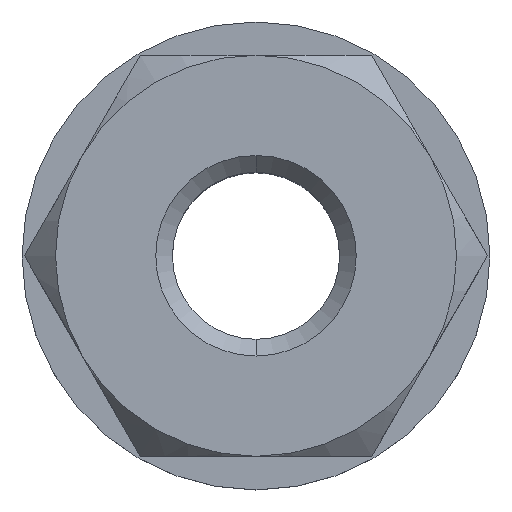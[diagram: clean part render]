
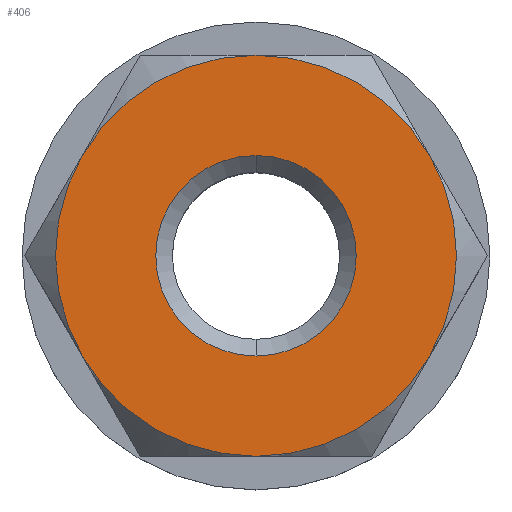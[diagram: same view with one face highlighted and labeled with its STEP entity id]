
A CAD part, top view. The second image highlights one B-rep face of the part: STEP entity #406.
In plain terms, the highlighted planar face has unit normal (0, 0, 1).
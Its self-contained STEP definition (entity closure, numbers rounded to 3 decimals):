
#196=VERTEX_POINT('',#553);
#268=VERTEX_POINT('',#639);
#298=EDGE_CURVE('',#514,#416,#671,.T.);
#304=EDGE_CURVE('',#338,#402,#677,.T.);
#338=VERTEX_POINT('',#714);
#340=EDGE_CURVE('',#402,#268,#716,.T.);
#402=VERTEX_POINT('',#785);
#406=ADVANCED_FACE('',(#789,#790),#791,.T.);
#414=EDGE_CURVE('',#268,#500,#799,.T.);
#416=VERTEX_POINT('',#801);
#438=EDGE_CURVE('',#484,#338,#824,.T.);
#480=EDGE_CURVE('',#196,#484,#872,.T.);
#484=VERTEX_POINT('',#876);
#488=EDGE_CURVE('',#416,#514,#880,.T.);
#500=VERTEX_POINT('',#893);
#514=VERTEX_POINT('',#910);
#516=EDGE_CURVE('',#500,#196,#912,.T.);
#553=CARTESIAN_POINT('',(0.,12.0,11.5));
#639=CARTESIAN_POINT('',(10.392,-6.0,11.5));
#671=CIRCLE('',#1107,6.0);
#677=CIRCLE('',#1116,12.0);
#714=CARTESIAN_POINT('',(-10.392,-6.0,11.5));
#716=CIRCLE('',#1180,12.0);
#785=CARTESIAN_POINT('',(0.,-12.0,11.5));
#789=FACE_BOUND('',#1301,.T.);
#790=FACE_OUTER_BOUND('',#1302,.T.);
#791=PLANE('',#1303);
#799=CIRCLE('',#1323,12.0);
#801=CARTESIAN_POINT('',(0.,6.0,11.5));
#824=CIRCLE('',#1366,12.0);
#872=CIRCLE('',#1444,12.0);
#876=CARTESIAN_POINT('',(-10.392,6.,11.5));
#880=CIRCLE('',#1464,6.0);
#893=CARTESIAN_POINT('',(10.392,6.0,11.5));
#910=CARTESIAN_POINT('',(0.,-6.0,11.5));
#912=CIRCLE('',#1520,12.0);
#1107=AXIS2_PLACEMENT_3D('',#1701,#1702,#1703);
#1116=AXIS2_PLACEMENT_3D('',#1705,#1706,#1707);
#1180=AXIS2_PLACEMENT_3D('',#1742,#1743,#1744);
#1301=EDGE_LOOP('',(#1826,#1827));
#1302=EDGE_LOOP('',(#1828,#1829,#1830,#1831,#1832,#1833));
#1303=AXIS2_PLACEMENT_3D('',#1834,#1835,#1836);
#1323=AXIS2_PLACEMENT_3D('',#1840,#1841,#1842);
#1366=AXIS2_PLACEMENT_3D('',#1867,#1868,#1869);
#1444=AXIS2_PLACEMENT_3D('',#1933,#1934,#1935);
#1464=AXIS2_PLACEMENT_3D('',#1939,#1940,#1941);
#1520=AXIS2_PLACEMENT_3D('',#1984,#1985,#1986);
#1701=CARTESIAN_POINT('',(0.,0.,11.5));
#1702=DIRECTION('',(0.0,0.0,-1.0));
#1703=DIRECTION('',(0.,1.0,0.0));
#1705=CARTESIAN_POINT('',(0.,0.,11.5));
#1706=DIRECTION('',(0.0,0.0,1.0));
#1707=DIRECTION('',(0.,-1.0,0.0));
#1742=CARTESIAN_POINT('',(0.,0.,11.5));
#1743=DIRECTION('',(0.0,0.0,1.0));
#1744=DIRECTION('',(0.,-1.0,0.0));
#1826=ORIENTED_EDGE('',*,*,#488,.T.);
#1827=ORIENTED_EDGE('',*,*,#298,.T.);
#1828=ORIENTED_EDGE('',*,*,#340,.T.);
#1829=ORIENTED_EDGE('',*,*,#414,.T.);
#1830=ORIENTED_EDGE('',*,*,#516,.T.);
#1831=ORIENTED_EDGE('',*,*,#480,.T.);
#1832=ORIENTED_EDGE('',*,*,#438,.T.);
#1833=ORIENTED_EDGE('',*,*,#304,.T.);
#1834=CARTESIAN_POINT('',(0.,0.,11.5));
#1835=DIRECTION('',(0.0,0.0,1.0));
#1836=DIRECTION('',(0.,-1.0,0.0));
#1840=CARTESIAN_POINT('',(0.,0.,11.5));
#1841=DIRECTION('',(0.0,0.0,1.0));
#1842=DIRECTION('',(0.,-1.0,0.0));
#1867=CARTESIAN_POINT('',(0.,0.,11.5));
#1868=DIRECTION('',(0.0,0.0,1.0));
#1869=DIRECTION('',(0.,-1.0,0.0));
#1933=CARTESIAN_POINT('',(0.,0.,11.5));
#1934=DIRECTION('',(0.0,0.0,1.0));
#1935=DIRECTION('',(0.,-1.0,0.0));
#1939=CARTESIAN_POINT('',(0.,0.,11.5));
#1940=DIRECTION('',(0.0,0.0,-1.0));
#1941=DIRECTION('',(0.,1.0,0.0));
#1984=CARTESIAN_POINT('',(0.,0.,11.5));
#1985=DIRECTION('',(0.0,0.0,1.0));
#1986=DIRECTION('',(0.,-1.0,0.0));
